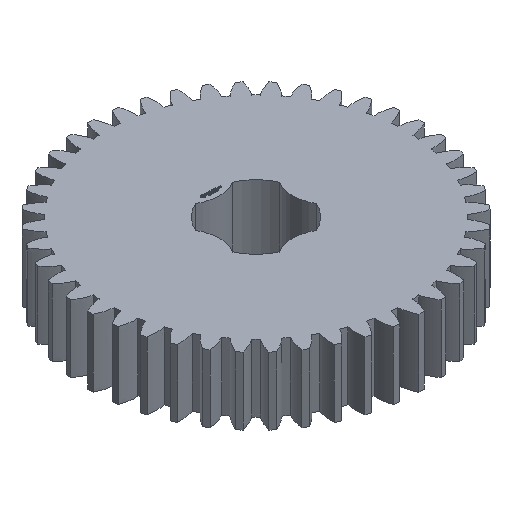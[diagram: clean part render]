
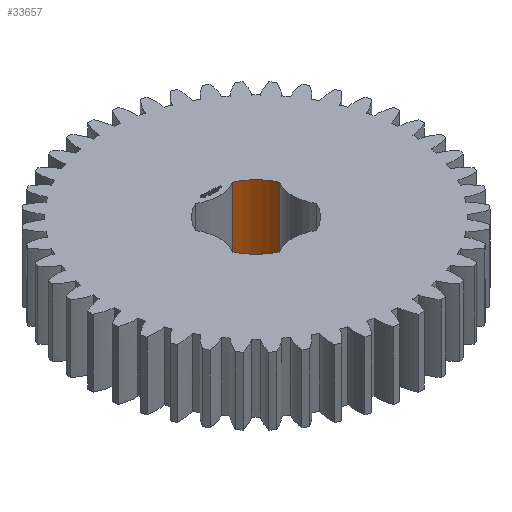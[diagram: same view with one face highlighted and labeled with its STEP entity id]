
A CAD part, isometric view. The second image highlights one B-rep face of the part: STEP entity #33657.
In plain terms, the highlighted cylindrical face has radius 6.35 mm (diameter 12.7 mm), a partial arc.
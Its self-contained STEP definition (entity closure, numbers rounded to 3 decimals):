
#93 = PLANE('',#94);
#94 = AXIS2_PLACEMENT_3D('',#95,#96,#97);
#95 = CARTESIAN_POINT('',(0.,0.,9.375));
#96 = DIRECTION('',(0.,0.,1.));
#97 = DIRECTION('',(1.,0.,0.));
#168 = PLANE('',#169);
#169 = AXIS2_PLACEMENT_3D('',#170,#171,#172);
#170 = CARTESIAN_POINT('',(0.,0.,0.));
#171 = DIRECTION('',(0.,0.,1.));
#172 = DIRECTION('',(1.,0.,0.));
#10344 = VERTEX_POINT('',#10345);
#10345 = CARTESIAN_POINT('',(2.55,5.816,0.));
#10360 = CYLINDRICAL_SURFACE('',#10361,4.9);
#10361 = AXIS2_PLACEMENT_3D('',#10362,#10363,#10364);
#10362 = CARTESIAN_POINT('',(0.,10.,0.));
#10363 = DIRECTION('',(0.,-0.,-1.));
#10364 = DIRECTION('',(0.707,0.707,0.));
#10372 = EDGE_CURVE('',#10373,#10344,#10375,.T.);
#10373 = VERTEX_POINT('',#10374);
#10374 = CARTESIAN_POINT('',(5.816,2.55,0.));
#10375 = SURFACE_CURVE('',#10376,(#10381,#10388),.PCURVE_S1.);
#10376 = CIRCLE('',#10377,6.35);
#10377 = AXIS2_PLACEMENT_3D('',#10378,#10379,#10380);
#10378 = CARTESIAN_POINT('',(0.,0.,0.));
#10379 = DIRECTION('',(0.,-0.,1.));
#10380 = DIRECTION('',(0.707,0.707,0.));
#10381 = PCURVE('',#168,#10382);
#10382 = DEFINITIONAL_REPRESENTATION('',(#10383),#10387);
#10383 = CIRCLE('',#10384,6.35);
#10384 = AXIS2_PLACEMENT_2D('',#10385,#10386);
#10385 = CARTESIAN_POINT('',(0.,0.));
#10386 = DIRECTION('',(0.707,0.707));
#10387 = ( GEOMETRIC_REPRESENTATION_CONTEXT(2) 
PARAMETRIC_REPRESENTATION_CONTEXT() REPRESENTATION_CONTEXT('2D SPACE',''
  ) );
#10388 = PCURVE('',#10389,#10394);
#10389 = CYLINDRICAL_SURFACE('',#10390,6.35);
#10390 = AXIS2_PLACEMENT_3D('',#10391,#10392,#10393);
#10391 = CARTESIAN_POINT('',(0.,0.,0.));
#10392 = DIRECTION('',(0.,-0.,-1.));
#10393 = DIRECTION('',(0.707,0.707,0.));
#10394 = DEFINITIONAL_REPRESENTATION('',(#10395),#10399);
#10395 = LINE('',#10396,#10397);
#10396 = CARTESIAN_POINT('',(-0.,0.));
#10397 = VECTOR('',#10398,1.);
#10398 = DIRECTION('',(-1.,0.));
#10399 = ( GEOMETRIC_REPRESENTATION_CONTEXT(2) 
PARAMETRIC_REPRESENTATION_CONTEXT() REPRESENTATION_CONTEXT('2D SPACE',''
  ) );
#10418 = CYLINDRICAL_SURFACE('',#10419,4.9);
#10419 = AXIS2_PLACEMENT_3D('',#10420,#10421,#10422);
#10420 = CARTESIAN_POINT('',(10.,0.,0.));
#10421 = DIRECTION('',(0.,-0.,-1.));
#10422 = DIRECTION('',(0.707,0.707,0.));
#17652 = VERTEX_POINT('',#17653);
#17653 = CARTESIAN_POINT('',(2.55,5.816,9.375));
#17675 = EDGE_CURVE('',#17676,#17652,#17678,.T.);
#17676 = VERTEX_POINT('',#17677);
#17677 = CARTESIAN_POINT('',(5.816,2.55,9.375));
#17678 = SURFACE_CURVE('',#17679,(#17684,#17691),.PCURVE_S1.);
#17679 = CIRCLE('',#17680,6.35);
#17680 = AXIS2_PLACEMENT_3D('',#17681,#17682,#17683);
#17681 = CARTESIAN_POINT('',(0.,0.,9.375
    ));
#17682 = DIRECTION('',(0.,-0.,1.));
#17683 = DIRECTION('',(0.707,0.707,0.));
#17684 = PCURVE('',#93,#17685);
#17685 = DEFINITIONAL_REPRESENTATION('',(#17686),#17690);
#17686 = CIRCLE('',#17687,6.35);
#17687 = AXIS2_PLACEMENT_2D('',#17688,#17689);
#17688 = CARTESIAN_POINT('',(0.,0.));
#17689 = DIRECTION('',(0.707,0.707));
#17690 = ( GEOMETRIC_REPRESENTATION_CONTEXT(2) 
PARAMETRIC_REPRESENTATION_CONTEXT() REPRESENTATION_CONTEXT('2D SPACE',''
  ) );
#17691 = PCURVE('',#10389,#17692);
#17692 = DEFINITIONAL_REPRESENTATION('',(#17693),#17697);
#17693 = LINE('',#17694,#17695);
#17694 = CARTESIAN_POINT('',(-0.,-9.375));
#17695 = VECTOR('',#17696,1.);
#17696 = DIRECTION('',(-1.,0.));
#17697 = ( GEOMETRIC_REPRESENTATION_CONTEXT(2) 
PARAMETRIC_REPRESENTATION_CONTEXT() REPRESENTATION_CONTEXT('2D SPACE',''
  ) );
#33634 = EDGE_CURVE('',#10373,#17676,#33635,.T.);
#33635 = SURFACE_CURVE('',#33636,(#33640,#33647),.PCURVE_S1.);
#33636 = LINE('',#33637,#33638);
#33637 = CARTESIAN_POINT('',(5.816,2.55,0.));
#33638 = VECTOR('',#33639,1.);
#33639 = DIRECTION('',(0.,0.,1.));
#33640 = PCURVE('',#10418,#33641);
#33641 = DEFINITIONAL_REPRESENTATION('',(#33642),#33646);
#33642 = LINE('',#33643,#33644);
#33643 = CARTESIAN_POINT('',(-1.809,0.));
#33644 = VECTOR('',#33645,1.);
#33645 = DIRECTION('',(-0.,-1.));
#33646 = ( GEOMETRIC_REPRESENTATION_CONTEXT(2) 
PARAMETRIC_REPRESENTATION_CONTEXT() REPRESENTATION_CONTEXT('2D SPACE',''
  ) );
#33647 = PCURVE('',#10389,#33648);
#33648 = DEFINITIONAL_REPRESENTATION('',(#33649),#33653);
#33649 = LINE('',#33650,#33651);
#33650 = CARTESIAN_POINT('',(-5.911,0.));
#33651 = VECTOR('',#33652,1.);
#33652 = DIRECTION('',(-0.,-1.));
#33653 = ( GEOMETRIC_REPRESENTATION_CONTEXT(2) 
PARAMETRIC_REPRESENTATION_CONTEXT() REPRESENTATION_CONTEXT('2D SPACE',''
  ) );
#33657 = ADVANCED_FACE('',(#33658),#10389,.F.);
#33658 = FACE_BOUND('',#33659,.T.);
#33659 = EDGE_LOOP('',(#33660,#33661,#33662,#33683));
#33660 = ORIENTED_EDGE('',*,*,#33634,.T.);
#33661 = ORIENTED_EDGE('',*,*,#17675,.T.);
#33662 = ORIENTED_EDGE('',*,*,#33663,.F.);
#33663 = EDGE_CURVE('',#10344,#17652,#33664,.T.);
#33664 = SURFACE_CURVE('',#33665,(#33669,#33676),.PCURVE_S1.);
#33665 = LINE('',#33666,#33667);
#33666 = CARTESIAN_POINT('',(2.55,5.816,0.));
#33667 = VECTOR('',#33668,1.);
#33668 = DIRECTION('',(0.,0.,1.));
#33669 = PCURVE('',#10389,#33670);
#33670 = DEFINITIONAL_REPRESENTATION('',(#33671),#33675);
#33671 = LINE('',#33672,#33673);
#33672 = CARTESIAN_POINT('',(-6.655,0.));
#33673 = VECTOR('',#33674,1.);
#33674 = DIRECTION('',(-0.,-1.));
#33675 = ( GEOMETRIC_REPRESENTATION_CONTEXT(2) 
PARAMETRIC_REPRESENTATION_CONTEXT() REPRESENTATION_CONTEXT('2D SPACE',''
  ) );
#33676 = PCURVE('',#10360,#33677);
#33677 = DEFINITIONAL_REPRESENTATION('',(#33678),#33682);
#33678 = LINE('',#33679,#33680);
#33679 = CARTESIAN_POINT('',(-4.474,0.));
#33680 = VECTOR('',#33681,1.);
#33681 = DIRECTION('',(-0.,-1.));
#33682 = ( GEOMETRIC_REPRESENTATION_CONTEXT(2) 
PARAMETRIC_REPRESENTATION_CONTEXT() REPRESENTATION_CONTEXT('2D SPACE',''
  ) );
#33683 = ORIENTED_EDGE('',*,*,#10372,.F.);
